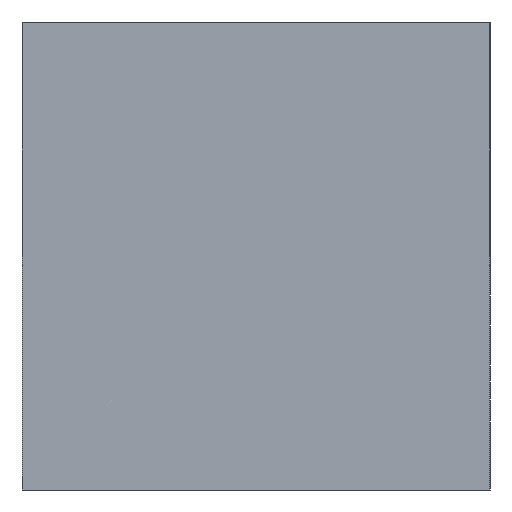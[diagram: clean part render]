
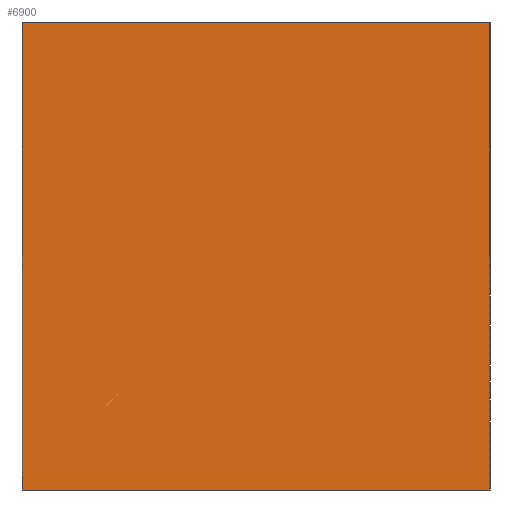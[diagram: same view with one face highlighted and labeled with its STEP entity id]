
A CAD part, left-side view. The second image highlights one B-rep face of the part: STEP entity #6900.
In plain terms, the highlighted planar face has unit normal (-1, 0, 0).
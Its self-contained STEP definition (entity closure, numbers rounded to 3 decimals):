
#856=FACE_OUTER_BOUND('',#1241,.T.);
#1241=EDGE_LOOP('',(#6017,#6018,#6019,#6020));
#1494=LINE('',#10797,#2140);
#1892=LINE('',#11982,#2538);
#1893=LINE('',#11983,#2539);
#1894=LINE('',#11984,#2540);
#2140=VECTOR('',#7570,10.);
#2538=VECTOR('',#8450,10.);
#2539=VECTOR('',#8451,10.);
#2540=VECTOR('',#8452,10.);
#2848=VERTEX_POINT('',#10790);
#2851=VERTEX_POINT('',#10795);
#3178=VERTEX_POINT('',#11980);
#3179=VERTEX_POINT('',#11981);
#3638=EDGE_CURVE('',#2851,#2848,#1494,.T.);
#4130=EDGE_CURVE('',#3178,#3179,#1892,.T.);
#4131=EDGE_CURVE('',#3179,#2848,#1893,.T.);
#4132=EDGE_CURVE('',#3178,#2851,#1894,.T.);
#6017=ORIENTED_EDGE('',*,*,#4130,.T.);
#6018=ORIENTED_EDGE('',*,*,#4131,.T.);
#6019=ORIENTED_EDGE('',*,*,#3638,.F.);
#6020=ORIENTED_EDGE('',*,*,#4132,.F.);
#6248=PLANE('',#7214);
#6900=ADVANCED_FACE('',(#856),#6248,.T.);
#7214=AXIS2_PLACEMENT_3D('',#11979,#8448,#8449);
#7570=DIRECTION('',(0.,-1.,0.));
#8448=DIRECTION('center_axis',(-1.,0.,0.));
#8449=DIRECTION('ref_axis',(0.,-1.,0.));
#8450=DIRECTION('',(0.,-1.,0.));
#8451=DIRECTION('',(0.,0.,1.));
#8452=DIRECTION('',(0.,0.,1.));
#10790=CARTESIAN_POINT('',(0.,0.,44.45));
#10795=CARTESIAN_POINT('',(0.,44.45,44.45));
#10797=CARTESIAN_POINT('',(0.,44.45,44.45));
#11979=CARTESIAN_POINT('Origin',(0.,44.45,0.));
#11980=CARTESIAN_POINT('',(0.,44.45,0.));
#11981=CARTESIAN_POINT('',(0.,0.,0.));
#11982=CARTESIAN_POINT('',(0.,44.45,0.));
#11983=CARTESIAN_POINT('',(0.,0.,0.));
#11984=CARTESIAN_POINT('',(0.,44.45,0.));
